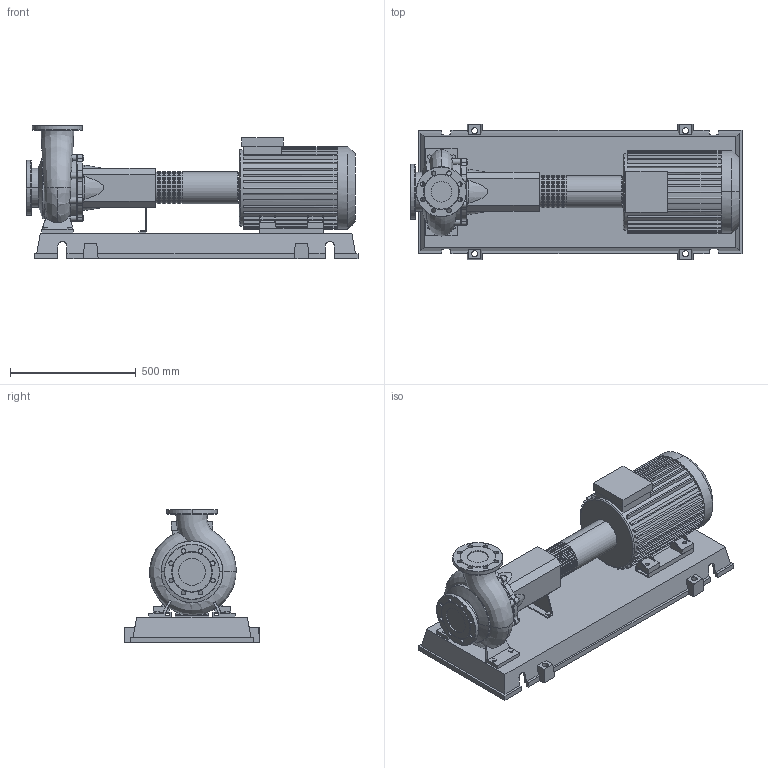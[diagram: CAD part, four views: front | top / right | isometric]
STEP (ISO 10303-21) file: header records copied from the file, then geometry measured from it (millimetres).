
FILE_DESCRIPTION((''),'2;1');
FILE_NAME('3d_NL80_200-18.5-2-12-4109255.stp','2015-03-03T07:19:54',(''),(''),'Mechanical Desktop 2009','Mechanical Desktop 2009',', , ');
FILE_SCHEMA(('CONFIG_CONTROL_DESIGN'));
Length unit declared in the file: millimetre
Products named in the file (1): Product
Bounding box: 1322.5 x 540 x 533 mm (x, y, z)
Volume: 72870642.2 mm3; surface area: 4154236.3 mm2
Topology: 13 solids, 13 shells, 890 faces, 2372 edges, 1560 vertices
Faces by surface type: plane 451, cylinder 250, bspline 161, cone 14, torus 14
Entity records: 31728 total; most frequent: CARTESIAN_POINT 9292, ORIENTED_EDGE 4746, DIRECTION 4519, EDGE_CURVE 2373, VERTEX_POINT 1559, AXIS2_PLACEMENT_3D 1521, VECTOR 1477, LINE 1477
